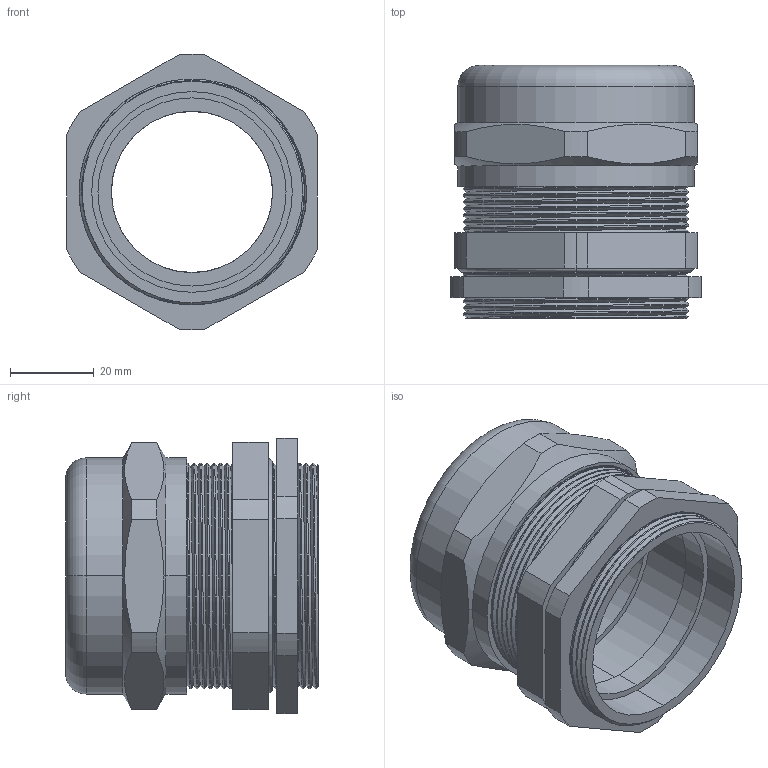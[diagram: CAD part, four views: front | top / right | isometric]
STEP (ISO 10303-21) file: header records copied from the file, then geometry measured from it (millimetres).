
FILE_DESCRIPTION (( 'STEP AP203' ), '1' );
FILE_NAME ('BSBCX-09.step', '2016-02-11T13:30:04', ( '' ), ( '' ), 'SwSTEP 2.0', 'SolidWorks 2015', '' );
FILE_SCHEMA (( 'CONFIG_CONTROL_DESIGN' ));
Length unit declared in the file: millimetre
Products named in the file (1): BSBCX-09
Bounding box: 60 x 60.5 x 65.98 mm (x, y, z)
Volume: 59742.6 mm3; surface area: 51267.7 mm2
Topology: 6 solids, 6 shells, 262 faces, 720 edges, 475 vertices
Faces by surface type: plane 137, cylinder 95, torus 12, cone 9, bspline 9
Entity records: 12271 total; most frequent: CARTESIAN_POINT 5707, ORIENTED_EDGE 1440, DIRECTION 1318, EDGE_CURVE 720, AXIS2_PLACEMENT_3D 485, VERTEX_POINT 475, VECTOR 348, LINE 348
